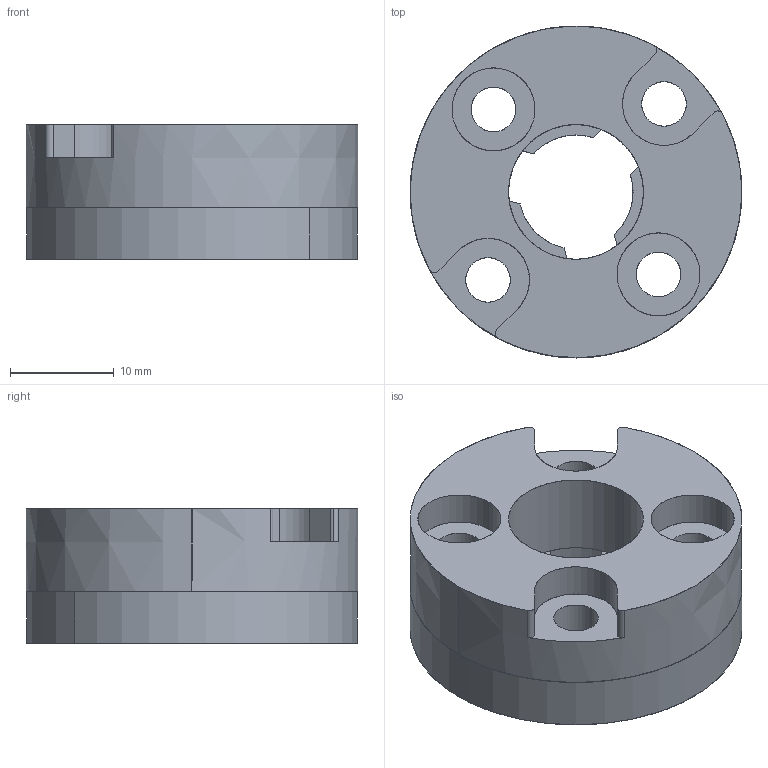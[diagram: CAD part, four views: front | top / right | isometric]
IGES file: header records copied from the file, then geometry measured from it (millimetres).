
Start section: SolidWorks IGES file using analytic representation for surfaces
Global section: file name: Z-TH1-PD19.igs; native system: SolidWorks 2017; preprocessor: SolidWorks 2017; author: Schlichter; date: 200618.103244; units: millimetre
Bounding box: 32 x 32 x 13 mm (x, y, z)
Surface area: 5310 mm2 (no closed solid volume)
Topology: 0 solids, 0 shells, 75 faces, 1526 edges, 1526 vertices
Faces by surface type: revolution 49, bspline 26
